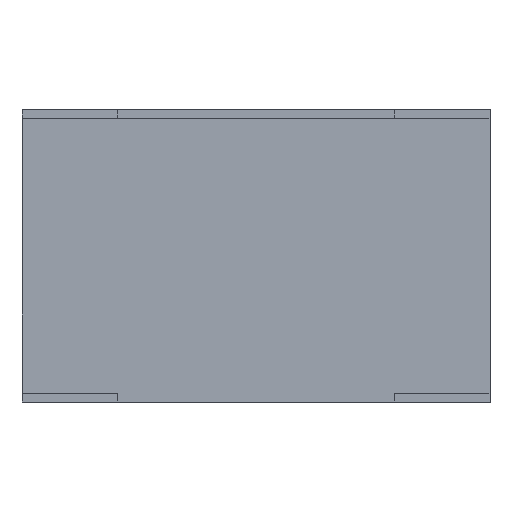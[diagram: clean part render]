
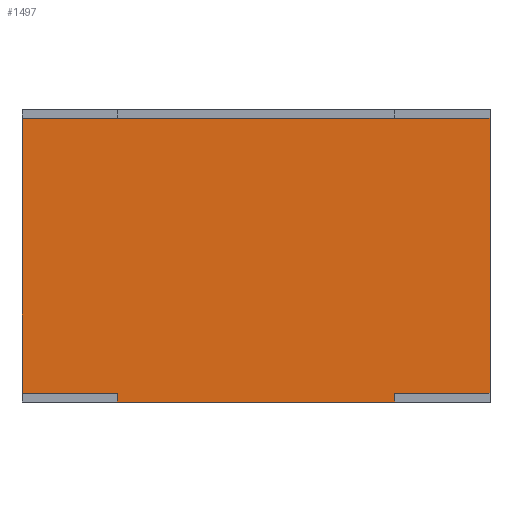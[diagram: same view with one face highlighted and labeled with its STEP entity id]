
A CAD part, top view. The second image highlights one B-rep face of the part: STEP entity #1497.
In plain terms, the highlighted planar face has unit normal (0, 0, 1).
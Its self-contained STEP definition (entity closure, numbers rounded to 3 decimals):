
#30 = VERTEX_POINT ( 'NONE', #268 ) ;
#32 = DIRECTION ( 'NONE',  ( -1., 0., 0. ) ) ;
#33 = VECTOR ( 'NONE', #584, 1000. ) ;
#49 = EDGE_LOOP ( 'NONE', ( #1048, #316, #1353, #488, #172, #1428, #1658, #1261 ) ) ;
#58 = AXIS2_PLACEMENT_3D ( 'NONE', #903, #768, #998 ) ;
#64 = DIRECTION ( 'NONE',  ( 0., -1., 0. ) ) ;
#113 = CARTESIAN_POINT ( 'NONE',  ( 0.475, 0., 0.4 ) ) ;
#117 = DIRECTION ( 'NONE',  ( 0., -1., 0. ) ) ;
#118 = VERTEX_POINT ( 'NONE', #422 ) ;
#140 = CARTESIAN_POINT ( 'NONE',  ( -0.475, 0., 0.4 ) ) ;
#163 = VERTEX_POINT ( 'NONE', #1094 ) ;
#167 = VERTEX_POINT ( 'NONE', #1349 ) ;
#172 = ORIENTED_EDGE ( 'NONE', *, *, #830, .F. ) ;
#174 = CARTESIAN_POINT ( 'NONE',  ( 0.8, 0.97, 0.4 ) ) ;
#199 = CARTESIAN_POINT ( 'NONE',  ( 0., 0., 0.4 ) ) ;
#231 = VERTEX_POINT ( 'NONE', #140 ) ;
#249 = DIRECTION ( 'NONE',  ( 1., 0., 0. ) ) ;
#252 = VECTOR ( 'NONE', #1450, 1000. ) ;
#268 = CARTESIAN_POINT ( 'NONE',  ( 0.8, 0.97, 0.4 ) ) ;
#270 = DIRECTION ( 'NONE',  ( 0., -1., 0. ) ) ;
#316 = ORIENTED_EDGE ( 'NONE', *, *, #916, .T. ) ;
#403 = VECTOR ( 'NONE', #980, 1000. ) ;
#422 = CARTESIAN_POINT ( 'NONE',  ( 0.475, 0.03, 0.4 ) ) ;
#488 = ORIENTED_EDGE ( 'NONE', *, *, #653, .T. ) ;
#549 = LINE ( 'NONE', #1437, #1516 ) ;
#563 = VECTOR ( 'NONE', #64, 1000. ) ;
#584 = DIRECTION ( 'NONE',  ( -1., 0., 0. ) ) ;
#602 = LINE ( 'NONE', #199, #1446 ) ;
#627 = EDGE_CURVE ( 'NONE', #30, #987, #549, .T. ) ;
#653 = EDGE_CURVE ( 'NONE', #163, #231, #1040, .T. ) ;
#660 = CARTESIAN_POINT ( 'NONE',  ( 0.8, 0.03, 0.4 ) ) ;
#700 = EDGE_CURVE ( 'NONE', #118, #987, #1312, .T. ) ;
#714 = PLANE ( 'NONE',  #58 ) ;
#768 = DIRECTION ( 'NONE',  ( 0., 0., -1. ) ) ;
#815 = CARTESIAN_POINT ( 'NONE',  ( -0.475, 0.03, 0.4 ) ) ;
#830 = EDGE_CURVE ( 'NONE', #1648, #231, #602, .T. ) ;
#842 = CARTESIAN_POINT ( 'NONE',  ( -0.8, 0.03, 0.4 ) ) ;
#903 = CARTESIAN_POINT ( 'NONE',  ( 0., 1., 0.4 ) ) ;
#916 = EDGE_CURVE ( 'NONE', #167, #1436, #1167, .T. ) ;
#979 = FACE_OUTER_BOUND ( 'NONE', #49, .T. ) ;
#980 = DIRECTION ( 'NONE',  ( -1., 0., 0. ) ) ;
#984 = LINE ( 'NONE', #174, #33 ) ;
#987 = VERTEX_POINT ( 'NONE', #660 ) ;
#998 = DIRECTION ( 'NONE',  ( 1., 0., 0. ) ) ;
#1040 = LINE ( 'NONE', #815, #252 ) ;
#1048 = ORIENTED_EDGE ( 'NONE', *, *, #1466, .T. ) ;
#1066 = CARTESIAN_POINT ( 'NONE',  ( 0.8, 0.03, 0.4 ) ) ;
#1094 = CARTESIAN_POINT ( 'NONE',  ( -0.475, 0.03, 0.4 ) ) ;
#1129 = EDGE_CURVE ( 'NONE', #163, #1436, #1640, .T. ) ;
#1136 = VECTOR ( 'NONE', #117, 1000. ) ;
#1167 = LINE ( 'NONE', #1442, #1136 ) ;
#1261 = ORIENTED_EDGE ( 'NONE', *, *, #627, .F. ) ;
#1312 = LINE ( 'NONE', #1066, #1573 ) ;
#1349 = CARTESIAN_POINT ( 'NONE',  ( -0.8, 0.97, 0.4 ) ) ;
#1353 = ORIENTED_EDGE ( 'NONE', *, *, #1129, .F. ) ;
#1382 = CARTESIAN_POINT ( 'NONE',  ( 0.475, 0.03, 0.4 ) ) ;
#1405 = EDGE_CURVE ( 'NONE', #118, #1648, #1509, .T. ) ;
#1428 = ORIENTED_EDGE ( 'NONE', *, *, #1405, .F. ) ;
#1436 = VERTEX_POINT ( 'NONE', #1611 ) ;
#1437 = CARTESIAN_POINT ( 'NONE',  ( 0.8, 1., 0.4 ) ) ;
#1442 = CARTESIAN_POINT ( 'NONE',  ( -0.8, 1., 0.4 ) ) ;
#1446 = VECTOR ( 'NONE', #32, 1000. ) ;
#1450 = DIRECTION ( 'NONE',  ( 0., -1., 0. ) ) ;
#1466 = EDGE_CURVE ( 'NONE', #30, #167, #984, .T. ) ;
#1497 = ADVANCED_FACE ( 'NONE', ( #979 ), #714, .F. ) ;
#1509 = LINE ( 'NONE', #1382, #563 ) ;
#1516 = VECTOR ( 'NONE', #270, 1000. ) ;
#1573 = VECTOR ( 'NONE', #249, 1000. ) ;
#1611 = CARTESIAN_POINT ( 'NONE',  ( -0.8, 0.03, 0.4 ) ) ;
#1640 = LINE ( 'NONE', #842, #403 ) ;
#1648 = VERTEX_POINT ( 'NONE', #113 ) ;
#1658 = ORIENTED_EDGE ( 'NONE', *, *, #700, .T. ) ;
